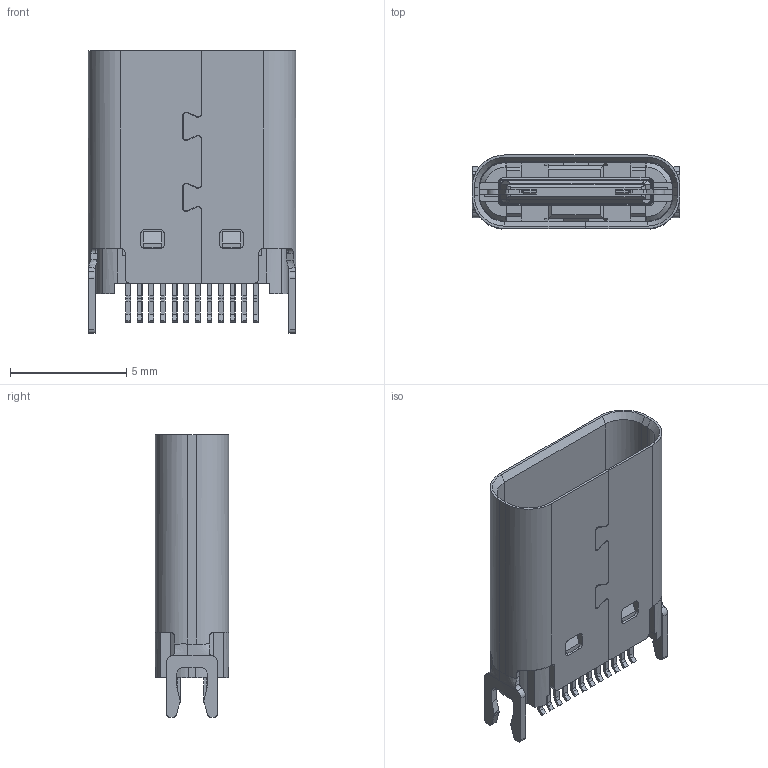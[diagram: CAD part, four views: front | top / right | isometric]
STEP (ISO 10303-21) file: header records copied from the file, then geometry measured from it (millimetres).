
FILE_DESCRIPTION(('CoCreate Modeling STEP Export'),'2;1');
FILE_NAME('014101010-034 USB C F 夹板式1.0 CONN.stp','2016-08-12T10:39:51',(''),(''),'CoCreate Modeling STEP processor for AP214 (Solid Model)','CoCreate Modeling 16.00 13-May-2008 (C) Parametric Technology GmbH','');
FILE_SCHEMA(('AUTOMOTIVE_DESIGN { 1 0 10303 214 1 1 1 1 }'));
Length unit declared in the file: millimetre
Products named in the file (169): MSBR; 11.stp; LAYER.14; 挂勾; 弹片.5.1.1; 铁壳.8; 542DDD.1; p20.1.2.1; LAYER; LAYER.7; LAYER.8; LAYER.9; LAYER.6; LAYER.10; LAYER.1; LAYER.11; LAYER.15; LAYER.2; LAYER.5; LAYER.4; LAYER.3; LAYER.12; a1; 半成品.1; 半成品.1.1; a1.1; C-DIP-SMT-5.27.1; CF3.1-DIP-SMT-5.27; 铁壳; MSBR.1.1.1.1; MSBR.1.1.1; 弹片.stp; MD件.1; 铁片; 1.0改后16.5.14夹板1.O
Assembly tree (168 placements, depth 9):
  1.0改后16.5.14夹板1.O
    挂勾
      铁片
        11.stp
          MSBR
      MD件.1
    弹片.stp
      MSBR.1.1.1
        MSBR.1.1.1.1
    铁壳
    CF3.1-DIP-SMT-5.27
      C-DIP-SMT-5.27.1
        半成品.1
          半成品.1
            a1.1
              LAYER.12
                LAYER
              LAYER.3
                LAYER
                  LAYER
              LAYER.4
                LAYER
                  LAYER
              LAYER.5
                LAYER
                  LAYER
              LAYER.2
                LAYER
              LAYER.15
                LAYER
              LAYER.11
                LAYER
              LAYER.1
                LAYER
              LAYER.10
                LAYER
              LAYER
              LAYER.6
                LAYER
                  LAYER
              LAYER.9
                LAYER
                  LAYER
              LAYER.8
                LAYER
                  LAYER
              LAYER.7
                LAYER
                  LAYER
            a1
              LAYER.12
                LAYER
              LAYER.3
                LAYER
                  LAYER
              LAYER.4
                LAYER
                  LAYER
              LAYER.5
                LAYER
Bounding box: 8.94 x 3.17 x 12.15 mm (x, y, z)
Volume: 70 mm3; surface area: 829 mm2
Topology: 4 solids, 9 shells, 1441 faces, 4087 edges, 2696 vertices
Faces by surface type: plane 1134, cylinder 262, cone 24, bspline 15, extrusion 6
Entity records: 52980 total; most frequent: CARTESIAN_POINT 9383, ORIENTED_EDGE 8178, DIRECTION 7491, EDGE_CURVE 4082, VECTOR 3379, LINE 3373, VERTEX_POINT 2693, AXIS2_PLACEMENT_3D 2056
